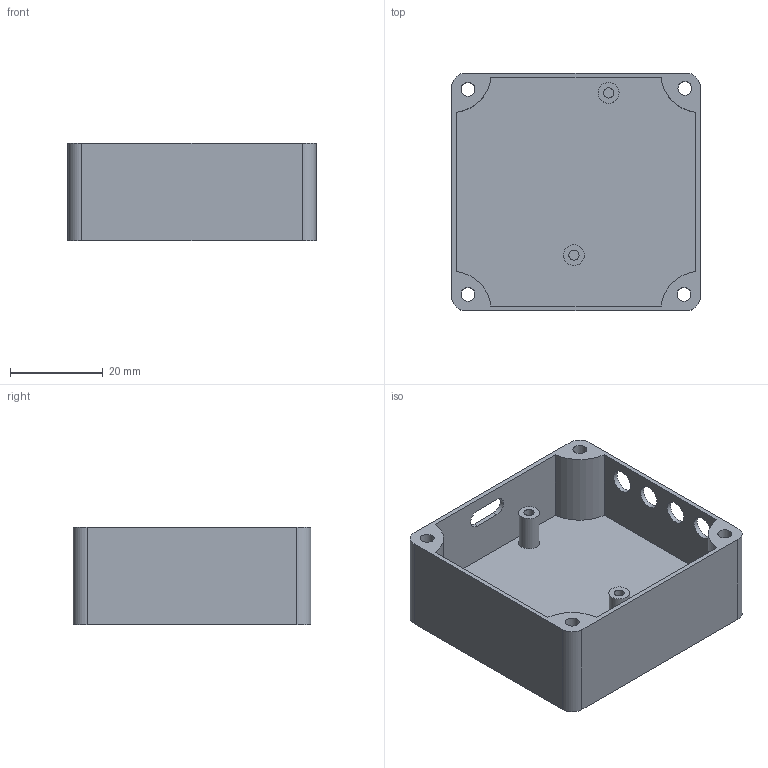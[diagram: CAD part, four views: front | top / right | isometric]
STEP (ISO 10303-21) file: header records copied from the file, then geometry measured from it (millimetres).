
FILE_DESCRIPTION(('FreeCAD Model'),'2;1');
FILE_NAME('Open CASCADE Shape Model','2025-10-31T16:25:02',(''),(''), 'Open CASCADE STEP processor 7.8','FreeCAD','Unknown');
FILE_SCHEMA(('AUTOMOTIVE_DESIGN { 1 0 10303 214 1 1 1 1 }'));
Length unit declared in the file: millimetre
Products named in the file (1): Base
Bounding box: 53.6 x 51.25 x 21.1 mm (x, y, z)
Volume: 18591.1 mm3; surface area: 14043.9 mm2
Topology: 1 solids, 1 shells, 47 faces, 108 edges, 72 vertices
Faces by surface type: cylinder 26, plane 21
Full cylindrical faces by diameter (mm): 2.2 x2, 3 x4, 4.5 x2, 5 x4, 8.1 x4
Entity records: 1408 total; most frequent: DIRECTION 252, CARTESIAN_POINT 232, ORIENTED_EDGE 216, EDGE_CURVE 108, AXIS2_PLACEMENT_3D 100, FACE_BOUND 74, EDGE_LOOP 74, VERTEX_POINT 72
